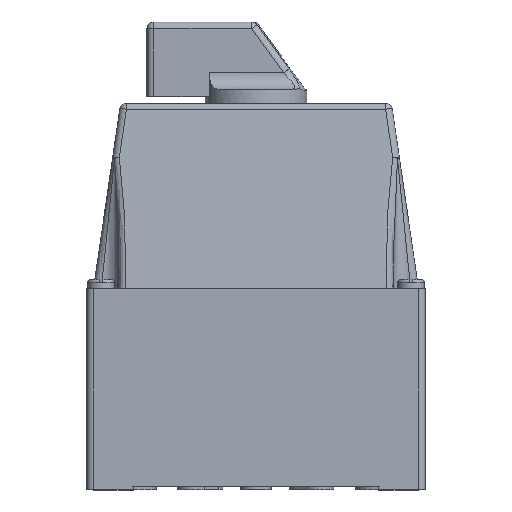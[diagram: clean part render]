
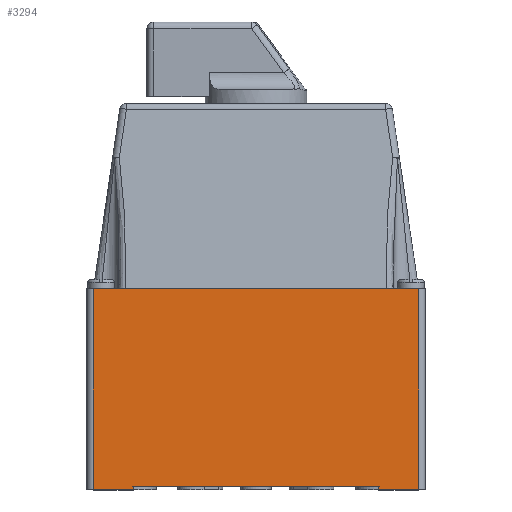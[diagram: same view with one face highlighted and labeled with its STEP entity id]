
A CAD part, top view. The second image highlights one B-rep face of the part: STEP entity #3294.
In plain terms, the highlighted planar face has unit normal (0, 0, 1).
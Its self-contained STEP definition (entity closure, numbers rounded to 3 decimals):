
#115 = AXIS2_PLACEMENT_3D ( 'NONE', #7851, #7846, #7845 ) ;
#436 = LINE ( 'NONE', #7088, #544 ) ;
#530 = LINE ( 'NONE', #7068, #548 ) ;
#544 = VECTOR ( 'NONE', #7060, 1000. ) ;
#548 = VECTOR ( 'NONE', #7067, 1000. ) ;
#549 = VECTOR ( 'NONE', #7064, 1000. ) ;
#553 = LINE ( 'NONE', #7066, #549 ) ;
#558 = LINE ( 'NONE', #7059, #563 ) ;
#559 = VECTOR ( 'NONE', #7051, 1000. ) ;
#561 = VECTOR ( 'NONE', #7061, 1000. ) ;
#563 = VECTOR ( 'NONE', #7062, 1000. ) ;
#569 = LINE ( 'NONE', #7052, #559 ) ;
#571 = LINE ( 'NONE', #7063, #561 ) ;
#599 = VECTOR ( 'NONE', #7301, 1000. ) ;
#602 = LINE ( 'NONE', #7297, #599 ) ;
#1585 = EDGE_CURVE ( 'NONE', #8104, #8117, #602, .T. ) ;
#1618 = EDGE_CURVE ( 'NONE', #8117, #8147, #530, .T. ) ;
#1619 = EDGE_CURVE ( 'NONE', #8142, #8256, #553, .T. ) ;
#1620 = EDGE_CURVE ( 'NONE', #8231, #8258, #571, .T. ) ;
#1621 = EDGE_CURVE ( 'NONE', #8137, #8231, #436, .T. ) ;
#1623 = EDGE_CURVE ( 'NONE', #8137, #8104, #558, .T. ) ;
#1624 = EDGE_CURVE ( 'NONE', #8142, #8147, #569, .T. ) ;
#2102 = LINE ( 'NONE', #8832, #2106 ) ;
#2106 = VECTOR ( 'NONE', #8833, 1000. ) ;
#2821 = FACE_OUTER_BOUND ( 'NONE', #6713, .T. ) ;
#3294 = ADVANCED_FACE ( 'NONE', ( #2821 ), #7848, .T. ) ;
#4254 = EDGE_CURVE ( 'NONE', #8256, #8258, #2102, .T. ) ;
#5755 = CARTESIAN_POINT ( 'NONE',  ( 48., 29.15, 100. ) ) ;
#5766 = CARTESIAN_POINT ( 'NONE',  ( -48., 29.15, 100. ) ) ;
#5774 = CARTESIAN_POINT ( 'NONE',  ( -36.211, -30.15, 100. ) ) ;
#5779 = CARTESIAN_POINT ( 'NONE',  ( 48., -30.15, 100. ) ) ;
#5786 = CARTESIAN_POINT ( 'NONE',  ( -48., -30.15, 100. ) ) ;
#5830 = CARTESIAN_POINT ( 'NONE',  ( 36.211, -30.15, 100. ) ) ;
#5833 = CARTESIAN_POINT ( 'NONE',  ( -36.211, -29.15, 100. ) ) ;
#5843 = CARTESIAN_POINT ( 'NONE',  ( 36.211, -29.15, 100. ) ) ;
#6713 = EDGE_LOOP ( 'NONE', ( #8341, #8363, #8375, #8379, #8337, #8364, #8374, #8328 ) ) ;
#7051 = DIRECTION ( 'NONE',  ( -1., 0., 0. ) ) ;
#7052 = CARTESIAN_POINT ( 'NONE',  ( -36.211, -30.15, 100. ) ) ;
#7059 = CARTESIAN_POINT ( 'NONE',  ( 48., 29.15, 100. ) ) ;
#7060 = DIRECTION ( 'NONE',  ( -1., 0., 0. ) ) ;
#7061 = DIRECTION ( 'NONE',  ( 0., 1., 0. ) ) ;
#7062 = DIRECTION ( 'NONE',  ( 0., 1., 0. ) ) ;
#7063 = CARTESIAN_POINT ( 'NONE',  ( 36.211, -30.15, 100. ) ) ;
#7064 = DIRECTION ( 'NONE',  ( 0., 1., 0. ) ) ;
#7066 = CARTESIAN_POINT ( 'NONE',  ( -36.211, -30.15, 100. ) ) ;
#7067 = DIRECTION ( 'NONE',  ( 0., -1., 0. ) ) ;
#7068 = CARTESIAN_POINT ( 'NONE',  ( -48., -30.15, 100. ) ) ;
#7088 = CARTESIAN_POINT ( 'NONE',  ( 36.211, -30.15, 100. ) ) ;
#7297 = CARTESIAN_POINT ( 'NONE',  ( -50., 29.15, 100. ) ) ;
#7301 = DIRECTION ( 'NONE',  ( -1., 0., 0. ) ) ;
#7845 = DIRECTION ( 'NONE',  ( 1., 0., 0. ) ) ;
#7846 = DIRECTION ( 'NONE',  ( 0., 0., 1. ) ) ;
#7848 = PLANE ( 'NONE',  #115 ) ;
#7851 = CARTESIAN_POINT ( 'NONE',  ( 0., 0., 100. ) ) ;
#8104 = VERTEX_POINT ( 'NONE', #5755 ) ;
#8117 = VERTEX_POINT ( 'NONE', #5766 ) ;
#8137 = VERTEX_POINT ( 'NONE', #5779 ) ;
#8142 = VERTEX_POINT ( 'NONE', #5774 ) ;
#8147 = VERTEX_POINT ( 'NONE', #5786 ) ;
#8231 = VERTEX_POINT ( 'NONE', #5830 ) ;
#8256 = VERTEX_POINT ( 'NONE', #5833 ) ;
#8258 = VERTEX_POINT ( 'NONE', #5843 ) ;
#8328 = ORIENTED_EDGE ( 'NONE', *, *, #1623, .T. ) ;
#8337 = ORIENTED_EDGE ( 'NONE', *, *, #4254, .T. ) ;
#8341 = ORIENTED_EDGE ( 'NONE', *, *, #1585, .T. ) ;
#8363 = ORIENTED_EDGE ( 'NONE', *, *, #1618, .T. ) ;
#8364 = ORIENTED_EDGE ( 'NONE', *, *, #1620, .F. ) ;
#8374 = ORIENTED_EDGE ( 'NONE', *, *, #1621, .F. ) ;
#8375 = ORIENTED_EDGE ( 'NONE', *, *, #1624, .F. ) ;
#8379 = ORIENTED_EDGE ( 'NONE', *, *, #1619, .T. ) ;
#8832 = CARTESIAN_POINT ( 'NONE',  ( -50., -29.15, 100. ) ) ;
#8833 = DIRECTION ( 'NONE',  ( 1., 0., 0. ) ) ;
